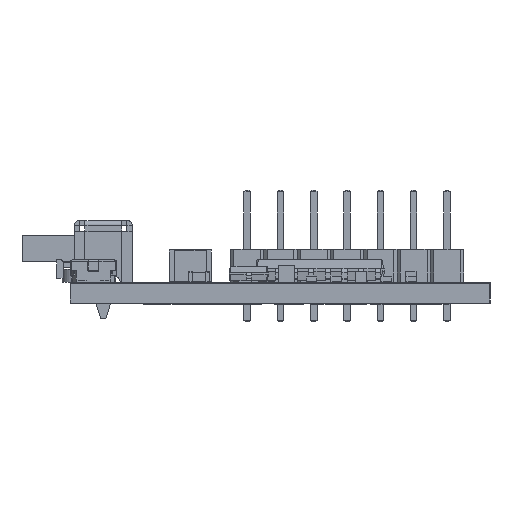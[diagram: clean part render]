
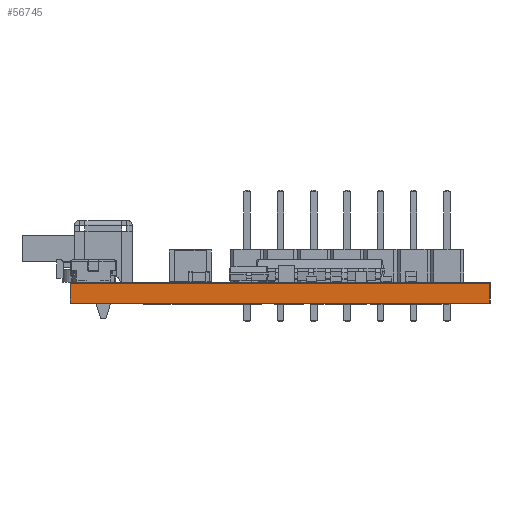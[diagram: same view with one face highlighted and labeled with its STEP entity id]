
A CAD part, left-side view. The second image highlights one B-rep face of the part: STEP entity #56745.
In plain terms, the highlighted planar face has unit normal (-1, 0, 0).
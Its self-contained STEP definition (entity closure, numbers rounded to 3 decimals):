
#56689 = VERTEX_POINT('',#56690);
#56690 = CARTESIAN_POINT('',(-24.,-16.,1.51));
#56696 = EDGE_CURVE('',#56697,#56689,#56699,.T.);
#56697 = VERTEX_POINT('',#56698);
#56698 = CARTESIAN_POINT('',(-24.,-16.,0.));
#56699 = LINE('',#56700,#56701);
#56700 = CARTESIAN_POINT('',(-24.,-16.,0.));
#56701 = VECTOR('',#56702,1.);
#56702 = DIRECTION('',(0.,0.,1.));
#56745 = ADVANCED_FACE('',(#56746),#56771,.T.);
#56746 = FACE_BOUND('',#56747,.T.);
#56747 = EDGE_LOOP('',(#56748,#56749,#56757,#56765));
#56748 = ORIENTED_EDGE('',*,*,#56696,.T.);
#56749 = ORIENTED_EDGE('',*,*,#56750,.T.);
#56750 = EDGE_CURVE('',#56689,#56751,#56753,.T.);
#56751 = VERTEX_POINT('',#56752);
#56752 = CARTESIAN_POINT('',(-24.,16.,1.51));
#56753 = LINE('',#56754,#56755);
#56754 = CARTESIAN_POINT('',(-24.,-16.,1.51));
#56755 = VECTOR('',#56756,1.);
#56756 = DIRECTION('',(0.,1.,0.));
#56757 = ORIENTED_EDGE('',*,*,#56758,.F.);
#56758 = EDGE_CURVE('',#56759,#56751,#56761,.T.);
#56759 = VERTEX_POINT('',#56760);
#56760 = CARTESIAN_POINT('',(-24.,16.,0.));
#56761 = LINE('',#56762,#56763);
#56762 = CARTESIAN_POINT('',(-24.,16.,0.));
#56763 = VECTOR('',#56764,1.);
#56764 = DIRECTION('',(0.,0.,1.));
#56765 = ORIENTED_EDGE('',*,*,#56766,.F.);
#56766 = EDGE_CURVE('',#56697,#56759,#56767,.T.);
#56767 = LINE('',#56768,#56769);
#56768 = CARTESIAN_POINT('',(-24.,-16.,0.));
#56769 = VECTOR('',#56770,1.);
#56770 = DIRECTION('',(0.,1.,0.));
#56771 = PLANE('',#56772);
#56772 = AXIS2_PLACEMENT_3D('',#56773,#56774,#56775);
#56773 = CARTESIAN_POINT('',(-24.,-16.,0.));
#56774 = DIRECTION('',(-1.,0.,0.));
#56775 = DIRECTION('',(0.,1.,0.));
